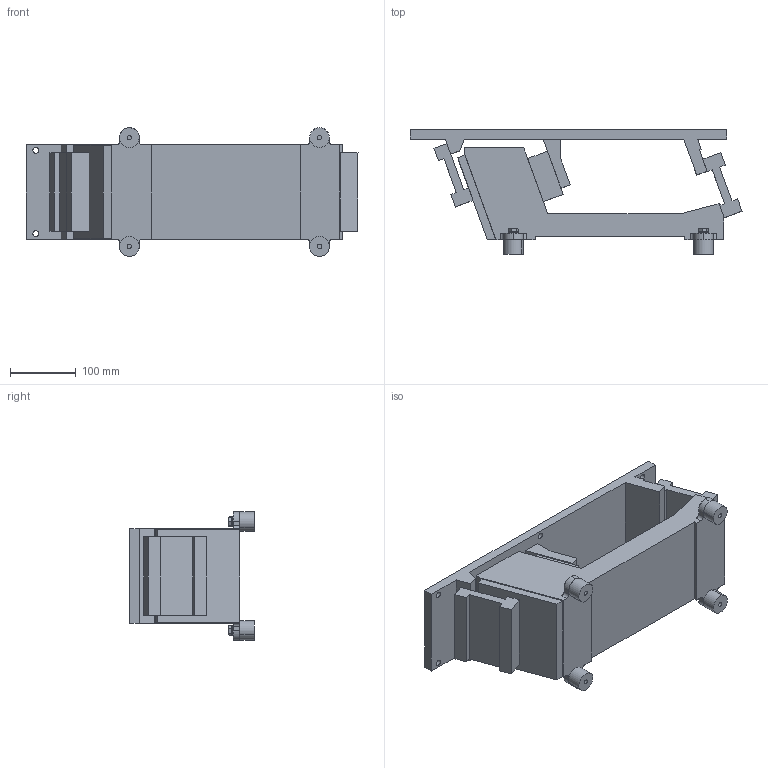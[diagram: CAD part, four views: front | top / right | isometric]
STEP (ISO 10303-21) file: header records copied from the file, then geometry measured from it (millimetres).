
FILE_DESCRIPTION (( 'STEP AP203' ), '1' );
FILE_NAME ('TPM-62-Coque.STEP', '2009-11-27T13:59:38', ( 'Talavera Patrick' ), ( 'ACTP' ), 'SwSTEP 2.0', 'SolidWorks 2003240', '' );
FILE_SCHEMA (( 'CONFIG_CONTROL_DESIGN' ));
Length unit declared in the file: millimetre
Products named in the file (6): Plain Washer Grade A_DIN_Washer DIN 125 - B 8.4; TPM-62-Coque; Hex Screw GradeAB_DIN_ISO 4017 - M8 x 20-C; TPM-Coque-Alu_Défaut; TPM-Coque_Défaut; TPM 62-301_Défaut
Assembly tree (14 placements, depth 2):
  TPM-62-Coque
    Plain Washer Grade A_DIN_Washer DIN 125 - B 8.4  x4
    TPM 62-301_Défaut  x4
    TPM-Coque-Alu_Défaut
    Hex Screw GradeAB_DIN_ISO 4017 - M8 x 20-C  x4
    TPM-Coque_Défaut
Bounding box: 506.34 x 189.99 x 196.5 mm (x, y, z)
Volume: 5591991.5 mm3; surface area: 500016.8 mm2
Topology: 14 solids, 14 shells, 312 faces, 746 edges, 470 vertices
Faces by surface type: plane 160, cylinder 84, cone 60, torus 8
Entity records: 6666 total; most frequent: CARTESIAN_POINT 1064, DIRECTION 1024, ORIENTED_EDGE 964, EDGE_CURVE 482, AXIS2_PLACEMENT_3D 354, LINE 316, VECTOR 316, VERTEX_POINT 314
